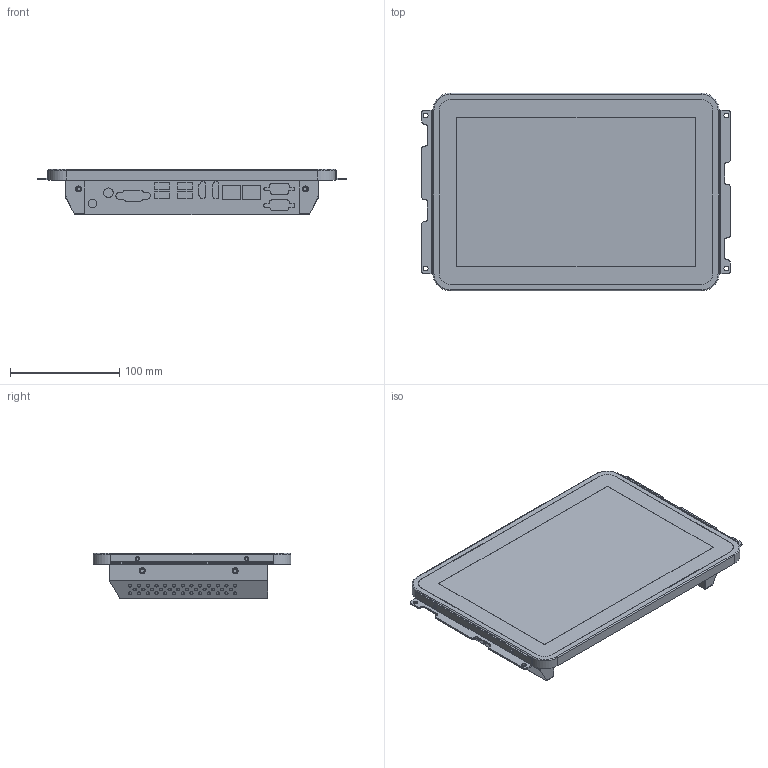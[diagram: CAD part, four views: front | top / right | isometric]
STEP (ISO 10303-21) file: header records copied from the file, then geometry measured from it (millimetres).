
FILE_DESCRIPTION (( 'STEP AP203' ), '1' );
FILE_NAME ('HT-101-D.STEP', '2021-10-22T00:50:53', ( '' ), ( '' ), 'SwSTEP 2.0', 'SolidWorks 2016', '' );
FILE_SCHEMA (( 'CONFIG_CONTROL_DESIGN' ));
Length unit declared in the file: millimetre
Products named in the file (5): HT-101-D; 嘐隅嫉-陔; 主板散热片; 綴裔; 臏遺
Assembly tree (5 placements, depth 2):
  HT-101-D
    臏遺
    主板散热片
    綴裔
    嘐隅嫉-陔  x2
Bounding box: 282 x 181 x 41.5 mm (x, y, z)
Volume: 1416849.1 mm3; surface area: 242813.1 mm2
Topology: 41 solids, 43 shells, 940 faces, 2176 edges, 1413 vertices
Faces by surface type: plane 564, cylinder 338, cone 28, bspline 6, torus 4
Entity records: 25962 total; most frequent: DIRECTION 4505, CARTESIAN_POINT 4466, ORIENTED_EDGE 4128, EDGE_CURVE 2064, AXIS2_PLACEMENT_3D 1570, VECTOR 1365, LINE 1365, VERTEX_POINT 1341
